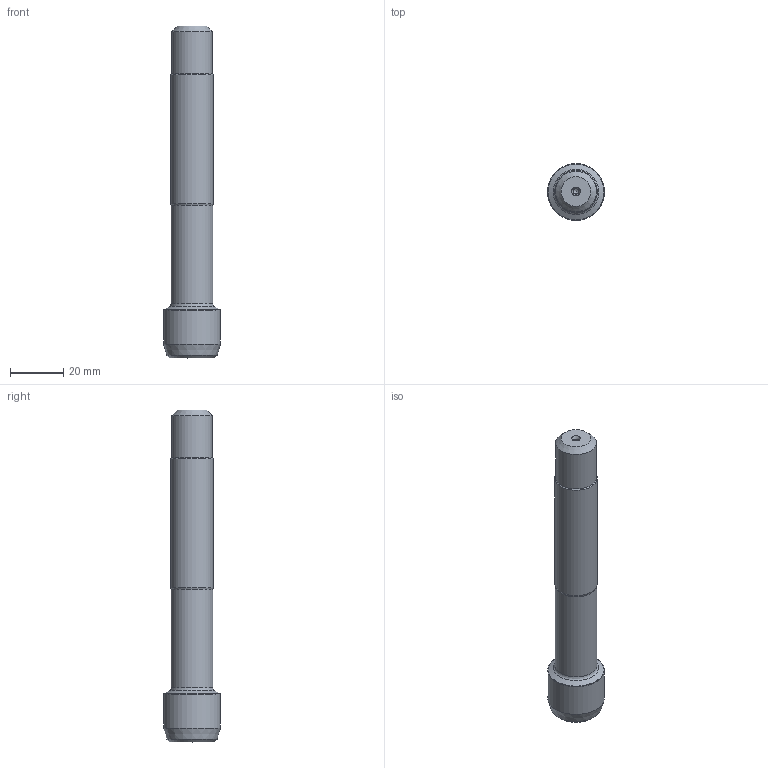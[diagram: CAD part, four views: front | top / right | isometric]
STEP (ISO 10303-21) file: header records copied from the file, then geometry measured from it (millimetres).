
FILE_DESCRIPTION(/* description */ (''),/* implementation_level */ '2;1');
FILE_NAME(/* name */ 'tool.stp',/* time_stamp */ '2022-04-26T06:03:03+02:00',/* author */ (''),/* organization */ ('SMS'),/* preprocessor_version */ 'ST-DEVELOPER v16.7',/* originating_system */ 'SIEMENS PLM Software NX 12.0',/* authorisation */ '');
FILE_SCHEMA (('AUTOMOTIVE_DESIGN { 1 0 10303 214 3 1 1 1 }'));
Length unit declared in the file: millimetre
Products named in the file (1): Tool
Bounding box: 21.44 x 21.44 x 125 mm (x, y, z)
Volume: 27166.9 mm3; surface area: 7755.8 mm2
Topology: 2 solids, 2 shells, 23 faces, 49 edges, 34 vertices
Faces by surface type: cone 9, cylinder 7, plane 5, torus 2
Full cylindrical faces by diameter (mm): 2 x2, 15.36 x1, 15.7 x1, 16 x1, 21.442 x2
Entity records: 563 total; most frequent: CARTESIAN_POINT 102, DIRECTION 96, AXIS2_PLACEMENT_3D 48, FACE_BOUND 42, EDGE_LOOP 42, ORIENTED_EDGE 42, ADVANCED_FACE 23, VERTEX_POINT 23
